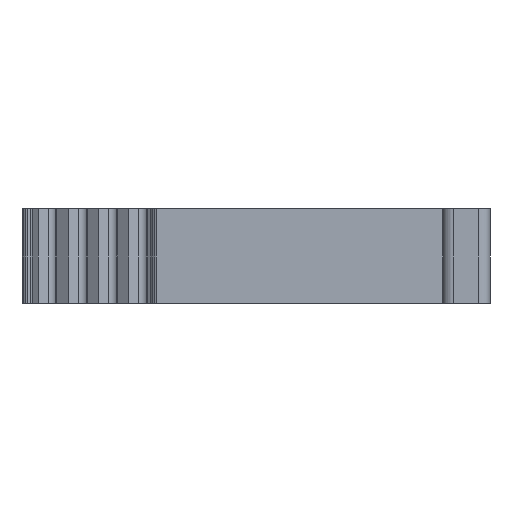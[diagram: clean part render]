
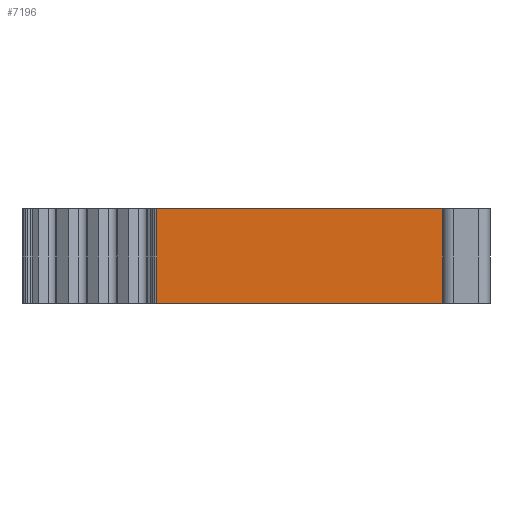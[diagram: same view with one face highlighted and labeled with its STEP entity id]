
A CAD part, left-side view. The second image highlights one B-rep face of the part: STEP entity #7196.
In plain terms, the highlighted planar face has unit normal (-1, 0, 0).
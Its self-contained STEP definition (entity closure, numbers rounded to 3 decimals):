
#462 = CARTESIAN_POINT ( 'NONE',  ( 3.5, 28.139, 8. ) ) ;
#557 = VECTOR ( 'NONE', #7004, 1000. ) ;
#674 = VECTOR ( 'NONE', #6648, 1000. ) ;
#818 = DIRECTION ( 'NONE',  ( 1., 0., 0. ) ) ;
#997 = ORIENTED_EDGE ( 'NONE', *, *, #5000, .F. ) ;
#1139 = EDGE_LOOP ( 'NONE', ( #7064, #997, #4134, #2158 ) ) ;
#1472 = VERTEX_POINT ( 'NONE', #5416 ) ;
#1477 = PLANE ( 'NONE',  #2127 ) ;
#2008 = LINE ( 'NONE', #6679, #674 ) ;
#2092 = VERTEX_POINT ( 'NONE', #462 ) ;
#2104 = LINE ( 'NONE', #7068, #557 ) ;
#2127 = AXIS2_PLACEMENT_3D ( 'NONE', #5028, #818, #5763 ) ;
#2158 = ORIENTED_EDGE ( 'NONE', *, *, #2436, .T. ) ;
#2345 = FACE_OUTER_BOUND ( 'NONE', #1139, .T. ) ;
#2423 = LINE ( 'NONE', #3560, #6934 ) ;
#2436 = EDGE_CURVE ( 'NONE', #1472, #2659, #2104, .T. ) ;
#2659 = VERTEX_POINT ( 'NONE', #4004 ) ;
#3560 = CARTESIAN_POINT ( 'NONE',  ( 3.5, 4., 8. ) ) ;
#3596 = EDGE_CURVE ( 'NONE', #1472, #2092, #2008, .T. ) ;
#4004 = CARTESIAN_POINT ( 'NONE',  ( 3.5, 4., 0. ) ) ;
#4134 = ORIENTED_EDGE ( 'NONE', *, *, #3596, .F. ) ;
#5000 = EDGE_CURVE ( 'NONE', #2092, #9046, #6650, .T. ) ;
#5028 = CARTESIAN_POINT ( 'NONE',  ( 3.5, 0., 8. ) ) ;
#5344 = CARTESIAN_POINT ( 'NONE',  ( 3.5, 0., 8. ) ) ;
#5416 = CARTESIAN_POINT ( 'NONE',  ( 3.5, 28.139, 0. ) ) ;
#5763 = DIRECTION ( 'NONE',  ( 0., 1., 0. ) ) ;
#6084 = DIRECTION ( 'NONE',  ( 0., -1., 0. ) ) ;
#6648 = DIRECTION ( 'NONE',  ( 0., 0., 1. ) ) ;
#6650 = LINE ( 'NONE', #5344, #7407 ) ;
#6679 = CARTESIAN_POINT ( 'NONE',  ( 3.5, 28.139, 8. ) ) ;
#6934 = VECTOR ( 'NONE', #8497, 1000. ) ;
#7004 = DIRECTION ( 'NONE',  ( 0., -1., 0. ) ) ;
#7064 = ORIENTED_EDGE ( 'NONE', *, *, #7858, .F. ) ;
#7068 = CARTESIAN_POINT ( 'NONE',  ( 3.5, 0., 0. ) ) ;
#7196 = ADVANCED_FACE ( 'NONE', ( #2345 ), #1477, .F. ) ;
#7407 = VECTOR ( 'NONE', #6084, 1000. ) ;
#7858 = EDGE_CURVE ( 'NONE', #9046, #2659, #2423, .T. ) ;
#8497 = DIRECTION ( 'NONE',  ( 0., 0., -1. ) ) ;
#8664 = CARTESIAN_POINT ( 'NONE',  ( 3.5, 4., 8. ) ) ;
#9046 = VERTEX_POINT ( 'NONE', #8664 ) ;
